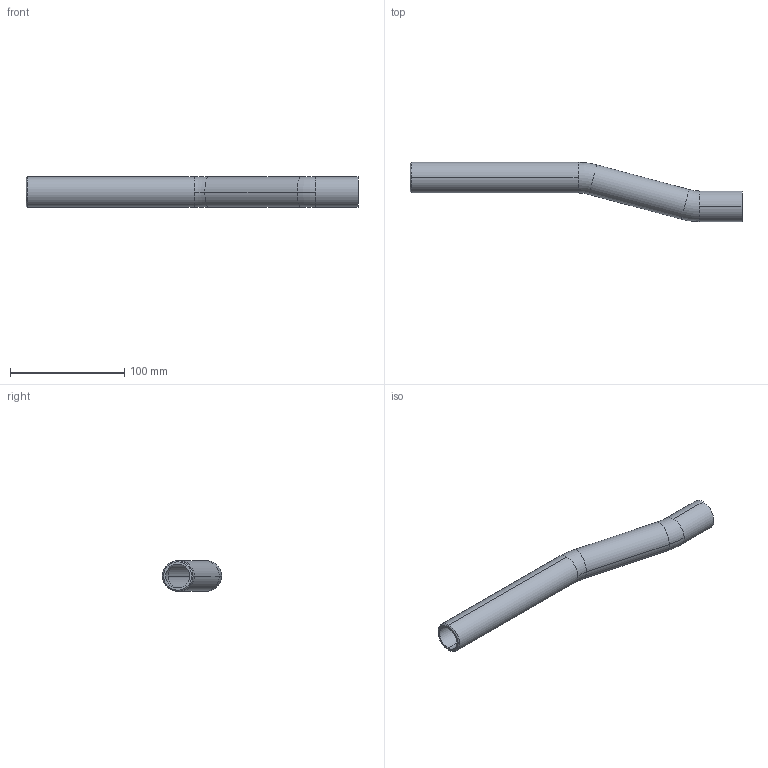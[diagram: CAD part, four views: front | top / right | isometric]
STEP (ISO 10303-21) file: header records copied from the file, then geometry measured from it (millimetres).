
FILE_DESCRIPTION (( 'STEP AP203' ), '1' );
FILE_NAME ('3996-40-20_REV_.step', '2026-03-04T02:49:18', ( '' ), ( '' ), 'SwSTEP 2.0', 'SolidWorks 2025', '' );
FILE_SCHEMA (( 'CONFIG_CONTROL_DESIGN' ));
Length unit declared in the file: millimetre
Products named in the file (1): 3996-40-20_REV_
Bounding box: 290 x 51.7 x 26.7 mm (x, y, z)
Volume: 63521.6 mm3; surface area: 44219.4 mm2
Topology: 1 solids, 1 shells, 24 faces, 56 edges, 34 vertices
Faces by surface type: cylinder 12, torus 8, cone 2, plane 2
Entity records: 783 total; most frequent: DIRECTION 148, CARTESIAN_POINT 115, ORIENTED_EDGE 112, AXIS2_PLACEMENT_3D 67, EDGE_CURVE 56, CIRCLE 42, VERTEX_POINT 34, EDGE_LOOP 26
